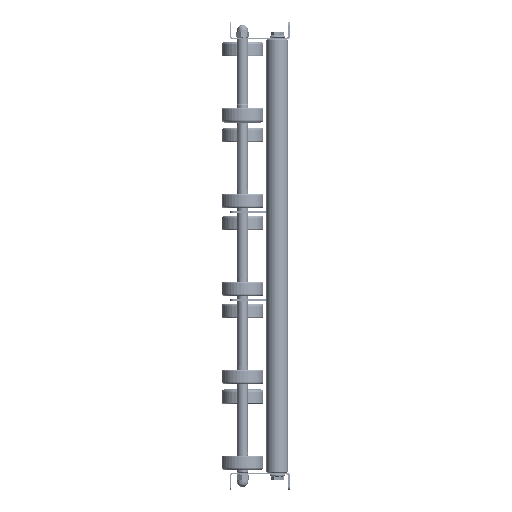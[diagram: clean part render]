
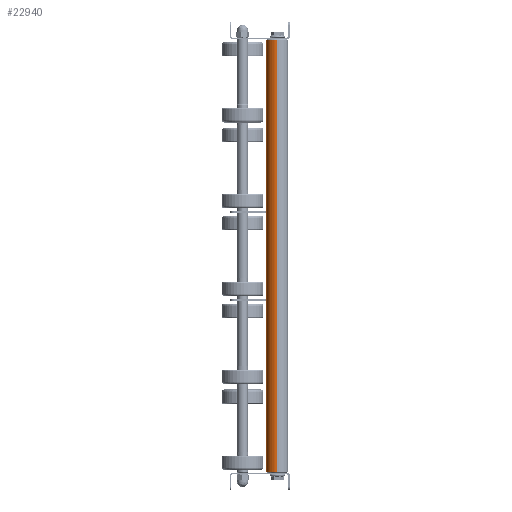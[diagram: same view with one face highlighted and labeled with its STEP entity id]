
A CAD part, left-side view. The second image highlights one B-rep face of the part: STEP entity #22940.
In plain terms, the highlighted cylindrical face has radius 12.5 mm (diameter 25 mm), a partial arc.
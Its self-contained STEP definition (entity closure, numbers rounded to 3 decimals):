
#762 = ORIENTED_EDGE ( 'NONE', *, *, #6041, .F. ) ;
#1111 = EDGE_CURVE ( 'NONE', #17642, #16904, #19609, .T. ) ;
#1715 = AXIS2_PLACEMENT_3D ( 'NONE', #7726, #12867, #14743 ) ;
#2416 = CARTESIAN_POINT ( 'NONE',  ( 499., 0., -12.5 ) ) ;
#2582 = CIRCLE ( 'NONE', #8131, 12.5 ) ;
#3785 = EDGE_CURVE ( 'NONE', #12939, #17642, #12861, .T. ) ;
#5456 = EDGE_LOOP ( 'NONE', ( #15641, #19504, #12847, #762 ) ) ;
#5680 = LINE ( 'NONE', #14892, #17230 ) ;
#5951 = DIRECTION ( 'NONE',  ( 1., 0., 0. ) ) ;
#6041 = EDGE_CURVE ( 'NONE', #12939, #16831, #5680, .T. ) ;
#6059 = CARTESIAN_POINT ( 'NONE',  ( 1., 0., -12.5 ) ) ;
#7680 = CARTESIAN_POINT ( 'NONE',  ( 1., 0., 12.5 ) ) ;
#7726 = CARTESIAN_POINT ( 'NONE',  ( 499., 0., 0. ) ) ;
#8131 = AXIS2_PLACEMENT_3D ( 'NONE', #19827, #5951, #13065 ) ;
#8251 = CARTESIAN_POINT ( 'NONE',  ( 500., 0., 0. ) ) ;
#9355 = CARTESIAN_POINT ( 'NONE',  ( 499., 0., 12.5 ) ) ;
#11763 = CYLINDRICAL_SURFACE ( 'NONE', #14504, 12.5 ) ;
#12728 = CARTESIAN_POINT ( 'NONE',  ( 500., 0., -12.5 ) ) ;
#12847 = ORIENTED_EDGE ( 'NONE', *, *, #21631, .T. ) ;
#12861 = CIRCLE ( 'NONE', #1715, 12.5 ) ;
#12867 = DIRECTION ( 'NONE',  ( -1., 0., 0. ) ) ;
#12939 = VERTEX_POINT ( 'NONE', #9355 ) ;
#13065 = DIRECTION ( 'NONE',  ( 0., 0., -1. ) ) ;
#14504 = AXIS2_PLACEMENT_3D ( 'NONE', #8251, #15387, #22501 ) ;
#14743 = DIRECTION ( 'NONE',  ( 0., 0., -1. ) ) ;
#14892 = CARTESIAN_POINT ( 'NONE',  ( 500., 0., 12.5 ) ) ;
#15387 = DIRECTION ( 'NONE',  ( -1., 0., 0. ) ) ;
#15641 = ORIENTED_EDGE ( 'NONE', *, *, #3785, .T. ) ;
#16234 = DIRECTION ( 'NONE',  ( -1., 0., 0. ) ) ;
#16831 = VERTEX_POINT ( 'NONE', #7680 ) ;
#16904 = VERTEX_POINT ( 'NONE', #6059 ) ;
#17230 = VECTOR ( 'NONE', #18382, 1000. ) ;
#17642 = VERTEX_POINT ( 'NONE', #2416 ) ;
#18382 = DIRECTION ( 'NONE',  ( -1., 0., 0. ) ) ;
#18664 = FACE_OUTER_BOUND ( 'NONE', #5456, .T. ) ;
#19504 = ORIENTED_EDGE ( 'NONE', *, *, #1111, .T. ) ;
#19609 = LINE ( 'NONE', #12728, #20464 ) ;
#19827 = CARTESIAN_POINT ( 'NONE',  ( 1., 0., 0. ) ) ;
#20464 = VECTOR ( 'NONE', #16234, 1000. ) ;
#21631 = EDGE_CURVE ( 'NONE', #16904, #16831, #2582, .T. ) ;
#22501 = DIRECTION ( 'NONE',  ( 0., 0., 1. ) ) ;
#22940 = ADVANCED_FACE ( 'NONE', ( #18664 ), #11763, .T. ) ;
